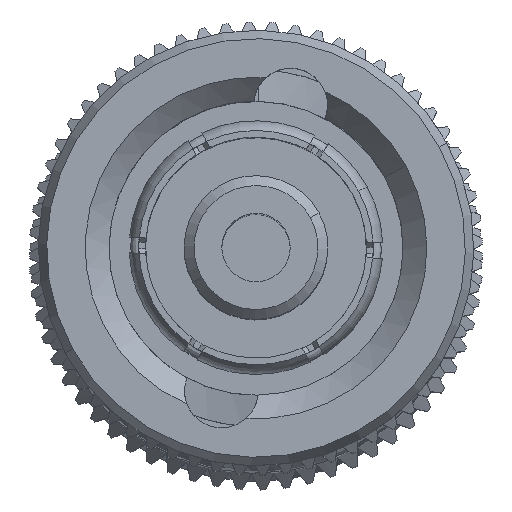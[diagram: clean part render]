
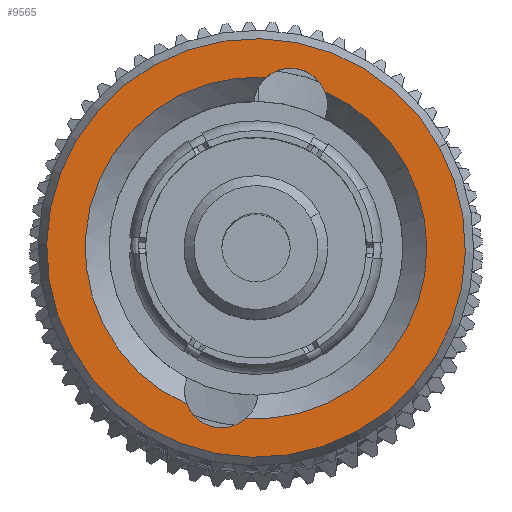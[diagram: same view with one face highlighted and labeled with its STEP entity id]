
A CAD part, top view. The second image highlights one B-rep face of the part: STEP entity #9565.
In plain terms, the highlighted face is planar.
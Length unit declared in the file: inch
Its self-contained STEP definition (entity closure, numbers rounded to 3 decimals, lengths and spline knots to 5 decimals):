
#39 = EDGE_CURVE ( 'NONE', #11165, #2789, #10720, .T. ) ;
#212 = CARTESIAN_POINT ( 'NONE',  ( 0.33873, 0.13656, 0.12472 ) ) ;
#383 = DIRECTION ( 'NONE',  ( -1., 0., 0. ) ) ;
#654 = AXIS2_PLACEMENT_3D ( 'NONE', #3117, #12075, #12022 ) ;
#807 = CARTESIAN_POINT ( 'NONE',  ( 0.33873, 0., -0.26339 ) ) ;
#1032 = DIRECTION ( 'NONE',  ( 1., 0., 0. ) ) ;
#1143 = DIRECTION ( 'NONE',  ( 0., 0., -1. ) ) ;
#1246 = DIRECTION ( 'NONE',  ( 1., 0., 0. ) ) ;
#1338 = VERTEX_POINT ( 'NONE', #7048 ) ;
#1778 = CARTESIAN_POINT ( 'NONE',  ( 0.33873, -0.13053, -0.17077 ) ) ;
#2109 = EDGE_CURVE ( 'NONE', #13313, #4880, #5427, .T. ) ;
#2194 = ORIENTED_EDGE ( 'NONE', *, *, #15928, .T. ) ;
#2407 = DIRECTION ( 'NONE',  ( 0., 0., -1. ) ) ;
#2490 = CIRCLE ( 'NONE', #13092, 0.04645 ) ;
#2783 = CARTESIAN_POINT ( 'NONE',  ( 0.33873, 0., 0. ) ) ;
#2789 = VERTEX_POINT ( 'NONE', #9493 ) ;
#2976 = CIRCLE ( 'NONE', #4744, 0.21494 ) ;
#3117 = CARTESIAN_POINT ( 'NONE',  ( 0.33873, 0.13656, 0.12472 ) ) ;
#3627 = EDGE_CURVE ( 'NONE', #13313, #13600, #12827, .T. ) ;
#4152 = CARTESIAN_POINT ( 'NONE',  ( 0.33873, 0.13053, 0.17077 ) ) ;
#4598 = DIRECTION ( 'NONE',  ( -1., 0., 0. ) ) ;
#4724 = DIRECTION ( 'NONE',  ( -1., 0., 0. ) ) ;
#4744 = AXIS2_PLACEMENT_3D ( 'NONE', #15134, #1032, #6236 ) ;
#4880 = VERTEX_POINT ( 'NONE', #16302 ) ;
#5033 = ORIENTED_EDGE ( 'NONE', *, *, #15052, .F. ) ;
#5077 = VERTEX_POINT ( 'NONE', #13082 ) ;
#5312 = DIRECTION ( 'NONE',  ( 0., 0., 1. ) ) ;
#5427 = CIRCLE ( 'NONE', #654, 0.04645 ) ;
#5714 = CIRCLE ( 'NONE', #10093, 0.26339 ) ;
#5853 = EDGE_CURVE ( 'NONE', #11088, #1338, #2976, .T. ) ;
#6059 = DIRECTION ( 'NONE',  ( 0., 0., 1. ) ) ;
#6199 = EDGE_CURVE ( 'NONE', #11088, #5077, #2490, .T. ) ;
#6236 = DIRECTION ( 'NONE',  ( 0., 0., -1. ) ) ;
#6654 = FACE_BOUND ( 'NONE', #8181, .T. ) ;
#6989 = ORIENTED_EDGE ( 'NONE', *, *, #5853, .T. ) ;
#7048 = CARTESIAN_POINT ( 'NONE',  ( 0.33873, 0.18188, 0.11454 ) ) ;
#7673 = FACE_OUTER_BOUND ( 'NONE', #12025, .T. ) ;
#7682 = DIRECTION ( 'NONE',  ( 0., 0., 1. ) ) ;
#8181 = EDGE_LOOP ( 'NONE', ( #11170, #9897, #13794, #14146, #6989, #5033 ) ) ;
#8491 = AXIS2_PLACEMENT_3D ( 'NONE', #212, #383, #5312 ) ;
#8681 = EDGE_CURVE ( 'NONE', #13600, #5077, #8698, .T. ) ;
#8698 = CIRCLE ( 'NONE', #13426, 0.21494 ) ;
#8818 = CARTESIAN_POINT ( 'NONE',  ( 0.33873, 0., 0. ) ) ;
#8963 = CARTESIAN_POINT ( 'NONE',  ( 0.33873, 0., 0. ) ) ;
#9493 = CARTESIAN_POINT ( 'NONE',  ( 0.33873, 0., -0.26339 ) ) ;
#9565 = ADVANCED_FACE ( 'NONE', ( #7673, #6654 ), #14846, .F. ) ;
#9597 = AXIS2_PLACEMENT_3D ( 'NONE', #807, #15069, #16520 ) ;
#9702 = DIRECTION ( 'NONE',  ( 0., 0., -1. ) ) ;
#9897 = ORIENTED_EDGE ( 'NONE', *, *, #3627, .T. ) ;
#10012 = AXIS2_PLACEMENT_3D ( 'NONE', #8818, #1246, #1143 ) ;
#10093 = AXIS2_PLACEMENT_3D ( 'NONE', #13657, #4724, #6059 ) ;
#10720 = CIRCLE ( 'NONE', #16378, 0.26339 ) ;
#11088 = VERTEX_POINT ( 'NONE', #1778 ) ;
#11165 = VERTEX_POINT ( 'NONE', #16316 ) ;
#11170 = ORIENTED_EDGE ( 'NONE', *, *, #2109, .F. ) ;
#12022 = DIRECTION ( 'NONE',  ( 0., 0., 1. ) ) ;
#12025 = EDGE_LOOP ( 'NONE', ( #2194, #16087 ) ) ;
#12075 = DIRECTION ( 'NONE',  ( -1., 0., 0. ) ) ;
#12710 = CARTESIAN_POINT ( 'NONE',  ( 0.33873, 0., 0.21494 ) ) ;
#12827 = CIRCLE ( 'NONE', #10012, 0.21494 ) ;
#12910 = DIRECTION ( 'NONE',  ( -1., 0., 0. ) ) ;
#13082 = CARTESIAN_POINT ( 'NONE',  ( 0.33873, -0.18188, -0.11454 ) ) ;
#13092 = AXIS2_PLACEMENT_3D ( 'NONE', #15881, #4598, #9702 ) ;
#13313 = VERTEX_POINT ( 'NONE', #4152 ) ;
#13426 = AXIS2_PLACEMENT_3D ( 'NONE', #8963, #16495, #2407 ) ;
#13600 = VERTEX_POINT ( 'NONE', #12710 ) ;
#13657 = CARTESIAN_POINT ( 'NONE',  ( 0.33873, 0., 0. ) ) ;
#13794 = ORIENTED_EDGE ( 'NONE', *, *, #8681, .T. ) ;
#14146 = ORIENTED_EDGE ( 'NONE', *, *, #6199, .F. ) ;
#14846 = PLANE ( 'NONE',  #9597 ) ;
#15052 = EDGE_CURVE ( 'NONE', #4880, #1338, #16546, .T. ) ;
#15069 = DIRECTION ( 'NONE',  ( 1., 0., 0. ) ) ;
#15134 = CARTESIAN_POINT ( 'NONE',  ( 0.33873, 0., 0. ) ) ;
#15881 = CARTESIAN_POINT ( 'NONE',  ( 0.33873, -0.13656, -0.12472 ) ) ;
#15928 = EDGE_CURVE ( 'NONE', #2789, #11165, #5714, .T. ) ;
#16087 = ORIENTED_EDGE ( 'NONE', *, *, #39, .T. ) ;
#16302 = CARTESIAN_POINT ( 'NONE',  ( 0.33873, 0.13656, 0.17117 ) ) ;
#16316 = CARTESIAN_POINT ( 'NONE',  ( 0.33873, 0., 0.26339 ) ) ;
#16378 = AXIS2_PLACEMENT_3D ( 'NONE', #2783, #12910, #7682 ) ;
#16495 = DIRECTION ( 'NONE',  ( 1., 0., 0. ) ) ;
#16520 = DIRECTION ( 'NONE',  ( 0., 0., -1. ) ) ;
#16546 = CIRCLE ( 'NONE', #8491, 0.04645 ) ;
